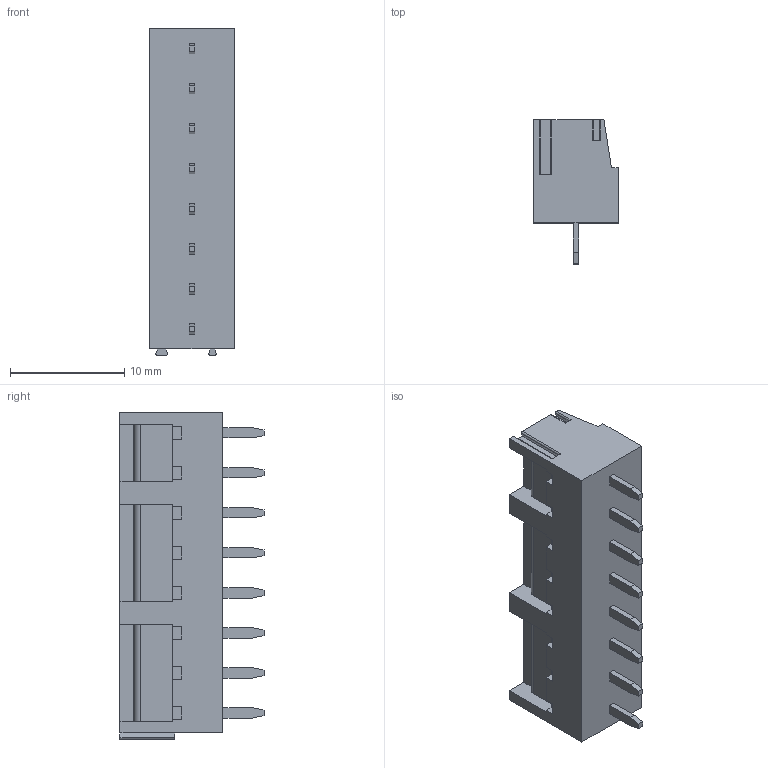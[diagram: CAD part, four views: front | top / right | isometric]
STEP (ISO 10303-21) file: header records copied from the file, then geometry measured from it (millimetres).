
FILE_DESCRIPTION((''),'2;1');
FILE_NAME('TL004R','2025-04-03T',('sj'),(''),'PRO/ENGINEER BY PARAMETRIC TECHNOLOGY CORPORATION, 2013240','PRO/ENGINEER BY PARAMETRIC TECHNOLOGY CORPORATION, 2013240','');
FILE_SCHEMA(('AUTOMOTIVE_DESIGN_CC2 { 1 2 10303 214 -1 1 5 2 }'));
Length unit declared in the file: millimetre
Products named in the file (1): TL004R
Bounding box: 7.4 x 12.6 x 28.55 mm (x, y, z)
Volume: 1502.6 mm3; surface area: 1472.1 mm2
Topology: 1 solids, 1 shells, 362 faces, 896 edges, 560 vertices
Faces by surface type: plane 239, cylinder 75, cone 48
Entity records: 10562 total; most frequent: DIRECTION 1818, CARTESIAN_POINT 1818, ORIENTED_EDGE 1792, EDGE_CURVE 896, VECTOR 698, LINE 698, AXIS2_PLACEMENT_3D 560, VERTEX_POINT 560
